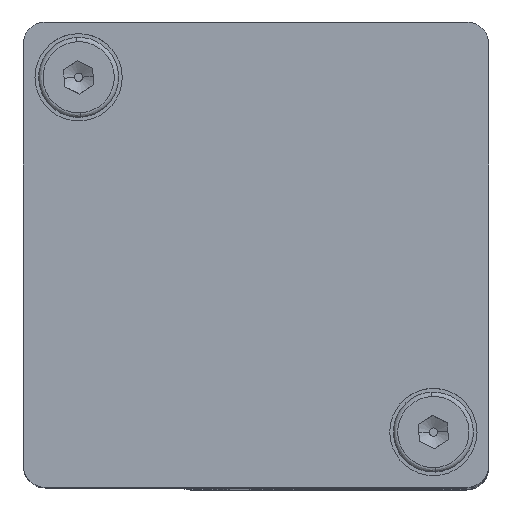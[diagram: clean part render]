
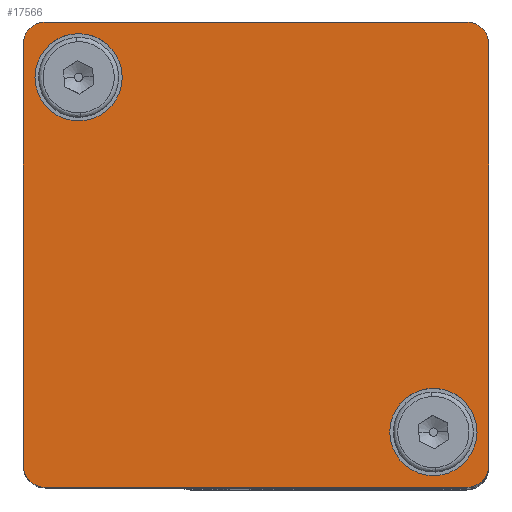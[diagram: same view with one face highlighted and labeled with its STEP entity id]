
A CAD part, top view. The second image highlights one B-rep face of the part: STEP entity #17566.
In plain terms, the highlighted face is planar.
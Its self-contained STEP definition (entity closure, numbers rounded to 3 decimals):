
#12512=CARTESIAN_POINT('',(7.2,24.75,15.2));
#12513=VERTEX_POINT('',#12512);
#12529=CARTESIAN_POINT('',(7.2,24.75,9.2));
#12530=VERTEX_POINT('',#12529);
#12537=CARTESIAN_POINT('',(7.2,24.75,12.2));
#12538=DIRECTION('',(0.0,-1.0,0.0));
#12539=DIRECTION('',(0.0,0.0,1.0));
#12540=AXIS2_PLACEMENT_3D('',#12537,#12538,#12539);
#12541=CIRCLE('',#12540,3.0);
#12542=EDGE_CURVE('',#12513,#12530,#12541,.T.);
#12554=CARTESIAN_POINT('',(-17.2,24.75,-9.2));
#12555=VERTEX_POINT('',#12554);
#12571=CARTESIAN_POINT('',(-17.2,24.75,-15.2));
#12572=VERTEX_POINT('',#12571);
#12579=CARTESIAN_POINT('',(-17.2,24.75,-12.2));
#12580=DIRECTION('',(0.0,-1.0,0.0));
#12581=DIRECTION('',(0.0,0.0,1.0));
#12582=AXIS2_PLACEMENT_3D('',#12579,#12580,#12581);
#12583=CIRCLE('',#12582,3.0);
#12584=EDGE_CURVE('',#12555,#12572,#12583,.T.);
#12596=CARTESIAN_POINT('',(-20.561,24.75,15.561));
#12597=VERTEX_POINT('',#12596);
#12613=CARTESIAN_POINT('',(-19.5,24.75,16.));
#12614=VERTEX_POINT('',#12613);
#12621=CARTESIAN_POINT('',(-19.5,24.75,14.5));
#12622=DIRECTION('',(0.0,-1.,0.0));
#12623=DIRECTION('',(-0.707,0.0,0.707));
#12624=AXIS2_PLACEMENT_3D('',#12621,#12622,#12623);
#12625=CIRCLE('',#12624,1.5);
#12626=EDGE_CURVE('',#12614,#12597,#12625,.T.);
#12638=CARTESIAN_POINT('',(-20.561,24.75,-15.561));
#12639=VERTEX_POINT('',#12638);
#12655=CARTESIAN_POINT('',(-21.0,24.75,-14.5));
#12656=VERTEX_POINT('',#12655);
#12663=CARTESIAN_POINT('',(-19.5,24.75,-14.5));
#12664=DIRECTION('',(0.0,-1.,0.0));
#12665=DIRECTION('',(-0.707,0.0,-0.707));
#12666=AXIS2_PLACEMENT_3D('',#12663,#12664,#12665);
#12667=CIRCLE('',#12666,1.5);
#12668=EDGE_CURVE('',#12656,#12639,#12667,.T.);
#12680=CARTESIAN_POINT('',(10.561,24.75,-15.561));
#12681=VERTEX_POINT('',#12680);
#12697=CARTESIAN_POINT('',(9.5,24.75,-16.0));
#12698=VERTEX_POINT('',#12697);
#12705=CARTESIAN_POINT('',(9.5,24.75,-14.5));
#12706=DIRECTION('',(0.0,-1.0,0.0));
#12707=DIRECTION('',(0.707,0.0,-0.707));
#12708=AXIS2_PLACEMENT_3D('',#12705,#12706,#12707);
#12709=CIRCLE('',#12708,1.5);
#12710=EDGE_CURVE('',#12698,#12681,#12709,.T.);
#12722=CARTESIAN_POINT('',(10.561,24.75,15.561));
#12723=VERTEX_POINT('',#12722);
#12739=CARTESIAN_POINT('',(11.0,24.75,14.5));
#12740=VERTEX_POINT('',#12739);
#12747=CARTESIAN_POINT('',(9.5,24.75,14.5));
#12748=DIRECTION('',(0.0,-1.,0.0));
#12749=DIRECTION('',(0.707,0.0,0.707));
#12750=AXIS2_PLACEMENT_3D('',#12747,#12748,#12749);
#12751=CIRCLE('',#12750,1.5);
#12752=EDGE_CURVE('',#12740,#12723,#12751,.T.);
#16683=CARTESIAN_POINT('',(-19.5,24.75,-16.));
#16684=VERTEX_POINT('',#16683);
#16691=CARTESIAN_POINT('',(-19.5,24.75,-16.));
#16692=DIRECTION('',(1.0,0.0,0.0));
#16693=VECTOR('',#16692,29.0);
#16694=LINE('',#16691,#16693);
#16695=EDGE_CURVE('',#16684,#12698,#16694,.T.);
#17446=CARTESIAN_POINT('',(9.5,24.75,16.));
#17447=VERTEX_POINT('',#17446);
#17448=CARTESIAN_POINT('',(9.5,24.75,14.5));
#17449=DIRECTION('',(0.0,-1.,0.0));
#17450=DIRECTION('',(0.707,0.0,0.707));
#17451=AXIS2_PLACEMENT_3D('',#17448,#17449,#17450);
#17452=CIRCLE('',#17451,1.5);
#17453=EDGE_CURVE('',#12723,#17447,#17452,.T.);
#17479=CARTESIAN_POINT('',(9.5,24.75,16.));
#17480=DIRECTION('',(-1.0,0.0,0.0));
#17481=VECTOR('',#17480,29.0);
#17482=LINE('',#17479,#17481);
#17483=EDGE_CURVE('',#17447,#12614,#17482,.T.);
#17495=CARTESIAN_POINT('',(0.,24.75,0.));
#17496=DIRECTION('',(0.0,1.0,0.0));
#17497=DIRECTION('',(0.0,0.0,1.0));
#17498=AXIS2_PLACEMENT_3D('',#17495,#17496,#17497);
#17499=PLANE('',#17498);
#17500=ORIENTED_EDGE('',*,*,#12752,.F.);
#17501=CARTESIAN_POINT('',(11.0,24.75,-14.5));
#17502=VERTEX_POINT('',#17501);
#17503=CARTESIAN_POINT('',(11.0,24.75,-14.5));
#17504=DIRECTION('',(0.0,0.0,1.0));
#17505=VECTOR('',#17504,29.0);
#17506=LINE('',#17503,#17505);
#17507=EDGE_CURVE('',#17502,#12740,#17506,.T.);
#17508=ORIENTED_EDGE('',*,*,#17507,.F.);
#17509=CARTESIAN_POINT('',(9.5,24.75,-14.5));
#17510=DIRECTION('',(0.0,-1.0,0.0));
#17511=DIRECTION('',(0.707,0.0,-0.707));
#17512=AXIS2_PLACEMENT_3D('',#17509,#17510,#17511);
#17513=CIRCLE('',#17512,1.5);
#17514=EDGE_CURVE('',#12681,#17502,#17513,.T.);
#17515=ORIENTED_EDGE('',*,*,#17514,.F.);
#17516=ORIENTED_EDGE('',*,*,#12710,.F.);
#17517=ORIENTED_EDGE('',*,*,#16695,.F.);
#17518=CARTESIAN_POINT('',(-19.5,24.75,-14.5));
#17519=DIRECTION('',(0.0,-1.,0.0));
#17520=DIRECTION('',(-0.707,0.0,-0.707));
#17521=AXIS2_PLACEMENT_3D('',#17518,#17519,#17520);
#17522=CIRCLE('',#17521,1.5);
#17523=EDGE_CURVE('',#12639,#16684,#17522,.T.);
#17524=ORIENTED_EDGE('',*,*,#17523,.F.);
#17525=ORIENTED_EDGE('',*,*,#12668,.F.);
#17526=CARTESIAN_POINT('',(-21.0,24.75,14.5));
#17527=VERTEX_POINT('',#17526);
#17528=CARTESIAN_POINT('',(-21.0,24.75,14.5));
#17529=DIRECTION('',(0.0,0.0,-1.0));
#17530=VECTOR('',#17529,29.);
#17531=LINE('',#17528,#17530);
#17532=EDGE_CURVE('',#17527,#12656,#17531,.T.);
#17533=ORIENTED_EDGE('',*,*,#17532,.F.);
#17534=CARTESIAN_POINT('',(-19.5,24.75,14.5));
#17535=DIRECTION('',(0.0,-1.,0.0));
#17536=DIRECTION('',(-0.707,0.0,0.707));
#17537=AXIS2_PLACEMENT_3D('',#17534,#17535,#17536);
#17538=CIRCLE('',#17537,1.5);
#17539=EDGE_CURVE('',#12597,#17527,#17538,.T.);
#17540=ORIENTED_EDGE('',*,*,#17539,.F.);
#17541=ORIENTED_EDGE('',*,*,#12626,.F.);
#17542=ORIENTED_EDGE('',*,*,#17483,.F.);
#17543=ORIENTED_EDGE('',*,*,#17453,.F.);
#17544=EDGE_LOOP('',(#17500,#17508,#17515,#17516,#17517,#17524,#17525,#17533,#17540,#17541,#17542,#17543));
#17545=FACE_OUTER_BOUND('',#17544,.T.);
#17546=ORIENTED_EDGE('',*,*,#12584,.T.);
#17547=CARTESIAN_POINT('',(-17.2,24.75,-12.2));
#17548=DIRECTION('',(0.0,-1.0,0.0));
#17549=DIRECTION('',(0.0,0.0,1.0));
#17550=AXIS2_PLACEMENT_3D('',#17547,#17548,#17549);
#17551=CIRCLE('',#17550,3.0);
#17552=EDGE_CURVE('',#12572,#12555,#17551,.T.);
#17553=ORIENTED_EDGE('',*,*,#17552,.T.);
#17554=EDGE_LOOP('',(#17546,#17553));
#17555=FACE_BOUND('',#17554,.T.);
#17556=ORIENTED_EDGE('',*,*,#12542,.T.);
#17557=CARTESIAN_POINT('',(7.2,24.75,12.2));
#17558=DIRECTION('',(0.0,-1.0,0.0));
#17559=DIRECTION('',(0.0,0.0,1.0));
#17560=AXIS2_PLACEMENT_3D('',#17557,#17558,#17559);
#17561=CIRCLE('',#17560,3.0);
#17562=EDGE_CURVE('',#12530,#12513,#17561,.T.);
#17563=ORIENTED_EDGE('',*,*,#17562,.T.);
#17564=EDGE_LOOP('',(#17556,#17563));
#17565=FACE_BOUND('',#17564,.T.);
#17566=ADVANCED_FACE('',(#17545,#17555,#17565),#17499,.T.);
